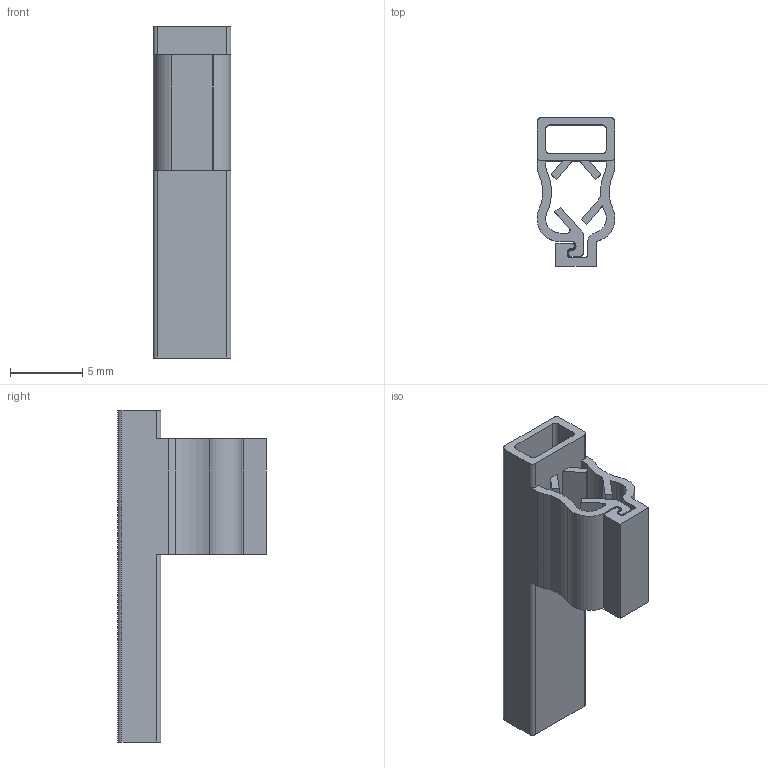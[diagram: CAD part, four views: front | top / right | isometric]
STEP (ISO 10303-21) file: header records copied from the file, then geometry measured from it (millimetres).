
FILE_DESCRIPTION(/* description */ ('STEP AP214'),/* implementation_level */ '2;1');
FILE_NAME(/* name */ '8078306_NEAU-LH-2',/* time_stamp */ '2024-09-11T21:37:12+02:00',/* author */ ('License CC BY-ND 4.0'),/* organization */ ('CADENAS'),/* preprocessor_version */ 'ST-DEVELOPER v19.3',/* originating_system */ 'PARTsolutions',/* authorisation */ ' ');
FILE_SCHEMA (('AUTOMOTIVE_DESIGN {1 0 10303 214 3 1 1}'));
Length unit declared in the file: millimetre
Products named in the file (1): 8078306 NEAU-LH-2
Bounding box: 5.4 x 10.3 x 23 mm (x, y, z)
Volume: 308.5 mm3; surface area: 1131.2 mm2
Topology: 1 solids, 1 shells, 78 faces, 222 edges, 148 vertices
Faces by surface type: plane 45, cylinder 33
Entity records: 2586 total; most frequent: CARTESIAN_POINT 449, DIRECTION 446, ORIENTED_EDGE 444, EDGE_CURVE 222, LINE 156, VECTOR 156, VERTEX_POINT 148, AXIS2_PLACEMENT_3D 145
